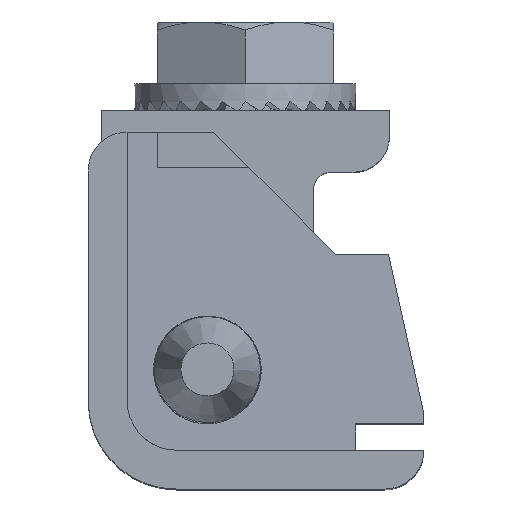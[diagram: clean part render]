
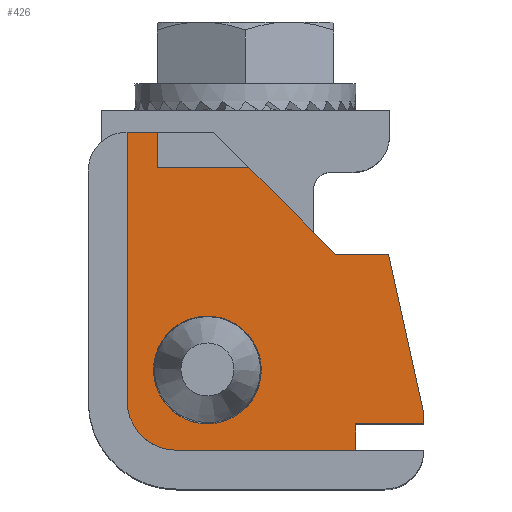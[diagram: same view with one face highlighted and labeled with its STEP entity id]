
A CAD part, top view. The second image highlights one B-rep face of the part: STEP entity #426.
In plain terms, the highlighted planar face has unit normal (0, 0.003, 1).
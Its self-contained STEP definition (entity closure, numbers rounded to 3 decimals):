
#426=ADVANCED_FACE('',(#889,#890),#891,.T.);
#889=FACE_BOUND('',#1713,.T.);
#890=FACE_OUTER_BOUND('',#1714,.T.);
#891=PLANE('',#1715);
#1713=EDGE_LOOP('',(#3585));
#1714=EDGE_LOOP('',(#3586,#3587,#3588,#3589,#3590,#3591,#3592,#3593,#3594,#3595,#3596,#3597));
#1715=AXIS2_PLACEMENT_3D('',#3598,#3599,#3600);
#3585=ORIENTED_EDGE('',*,*,#4393,.T.);
#3586=ORIENTED_EDGE('',*,*,#4394,.F.);
#3587=ORIENTED_EDGE('',*,*,#4379,.T.);
#3588=ORIENTED_EDGE('',*,*,#4395,.T.);
#3589=ORIENTED_EDGE('',*,*,#4396,.T.);
#3590=ORIENTED_EDGE('',*,*,#4397,.T.);
#3591=ORIENTED_EDGE('',*,*,#4398,.T.);
#3592=ORIENTED_EDGE('',*,*,#4399,.T.);
#3593=ORIENTED_EDGE('',*,*,#4400,.T.);
#3594=ORIENTED_EDGE('',*,*,#4401,.T.);
#3595=ORIENTED_EDGE('',*,*,#4362,.T.);
#3596=ORIENTED_EDGE('',*,*,#4402,.T.);
#3597=ORIENTED_EDGE('',*,*,#4403,.T.);
#3598=CARTESIAN_POINT('',(-23.462,82.432,9.539));
#3599=DIRECTION('',(0.0,0.003,1.));
#3600=DIRECTION('',(0.0,-1.,0.003));
#4362=EDGE_CURVE('',#5357,#5358,#5359,.T.);
#4379=EDGE_CURVE('',#5392,#5390,#5393,.T.);
#4393=EDGE_CURVE('',#5414,#5414,#5415,.F.);
#4394=EDGE_CURVE('',#5392,#5416,#5417,.F.);
#4395=EDGE_CURVE('',#5390,#5418,#5419,.T.);
#4396=EDGE_CURVE('',#5418,#5420,#5421,.T.);
#4397=EDGE_CURVE('',#5420,#5422,#5423,.T.);
#4398=EDGE_CURVE('',#5422,#5424,#5425,.T.);
#4399=EDGE_CURVE('',#5424,#5426,#5427,.T.);
#4400=EDGE_CURVE('',#5426,#5428,#5429,.T.);
#4401=EDGE_CURVE('',#5428,#5357,#5430,.T.);
#4402=EDGE_CURVE('',#5358,#5431,#5432,.T.);
#4403=EDGE_CURVE('',#5431,#5416,#5433,.T.);
#5357=VERTEX_POINT('',#7232);
#5358=VERTEX_POINT('',#7233);
#5359=LINE('',#7234,#7235);
#5390=VERTEX_POINT('',#7281);
#5392=VERTEX_POINT('',#7284);
#5393=LINE('',#7285,#7286);
#5414=VERTEX_POINT('',#7314);
#5415=ELLIPSE('',#7315,3.05,3.05);
#5416=VERTEX_POINT('',#7316);
#5417=ELLIPSE('',#7317,2.8,2.8);
#5418=VERTEX_POINT('',#7318);
#5419=LINE('',#7319,#7320);
#5420=VERTEX_POINT('',#7321);
#5421=LINE('',#7322,#7323);
#5422=VERTEX_POINT('',#7324);
#5423=LINE('',#7325,#7326);
#5424=VERTEX_POINT('',#7327);
#5425=LINE('',#7328,#7329);
#5426=VERTEX_POINT('',#7330);
#5427=LINE('',#7331,#7332);
#5428=VERTEX_POINT('',#7333);
#5429=LINE('',#7334,#7335);
#5430=LINE('',#7336,#7337);
#5431=VERTEX_POINT('',#7338);
#5432=LINE('',#7339,#7340);
#5433=LINE('',#7341,#7342);
#7232=CARTESIAN_POINT('',(-2.85,11.45,9.756));
#7233=CARTESIAN_POINT('',(-2.85,13.45,9.75));
#7234=CARTESIAN_POINT('',(-2.85,11.45,9.756));
#7235=VECTOR('',#8196,1.0);
#7281=CARTESIAN_POINT('',(8.4,-4.55,9.805));
#7284=CARTESIAN_POINT('',(-1.75,-4.55,9.805));
#7285=CARTESIAN_POINT('',(8.4,-4.55,9.805));
#7286=VECTOR('',#8213,1.0);
#7314=CARTESIAN_POINT('',(0.,-3.05,9.8));
#7315=AXIS2_PLACEMENT_3D('',#8239,#8240,#8241);
#7316=CARTESIAN_POINT('',(-4.55,-1.75,9.796));
#7317=AXIS2_PLACEMENT_3D('',#8242,#8243,#8244);
#7318=CARTESIAN_POINT('',(8.4,-3.05,9.8));
#7319=CARTESIAN_POINT('',(8.4,-2.99,9.8));
#7320=VECTOR('',#8245,1.0);
#7321=CARTESIAN_POINT('',(12.25,-3.05,9.8));
#7322=CARTESIAN_POINT('',(12.25,-3.05,9.8));
#7323=VECTOR('',#8246,1.0);
#7324=CARTESIAN_POINT('',(12.25,-2.449,9.799));
#7325=CARTESIAN_POINT('',(12.25,-2.389,9.798));
#7326=VECTOR('',#8247,1.0);
#7327=CARTESIAN_POINT('',(10.25,6.55,9.771));
#7328=CARTESIAN_POINT('',(10.237,6.607,9.771));
#7329=VECTOR('',#8248,1.0);
#7330=CARTESIAN_POINT('',(7.25,6.55,9.771));
#7331=CARTESIAN_POINT('',(7.25,6.55,9.771));
#7332=VECTOR('',#8249,1.0);
#7333=CARTESIAN_POINT('',(2.35,11.45,9.756));
#7334=CARTESIAN_POINT('',(0.32,13.48,9.75));
#7335=VECTOR('',#8250,1.0);
#7336=CARTESIAN_POINT('',(19.9,11.45,9.756));
#7337=VECTOR('',#8251,1.0);
#7338=CARTESIAN_POINT('',(-4.55,13.45,9.75));
#7339=CARTESIAN_POINT('',(-4.55,13.45,9.75));
#7340=VECTOR('',#8252,1.0);
#7341=CARTESIAN_POINT('',(-4.55,-4.49,9.805));
#7342=VECTOR('',#8253,1.0);
#8196=DIRECTION('',(0.0,1.,-0.003));
#8213=DIRECTION('',(1.0,0.0,0.0));
#8239=CARTESIAN_POINT('',(0.,0.,9.791));
#8240=DIRECTION('',(0.0,0.003,1.));
#8241=DIRECTION('',(0.0,-1.,0.003));
#8242=CARTESIAN_POINT('',(-1.75,-1.75,9.796));
#8243=DIRECTION('',(0.0,0.003,1.));
#8244=DIRECTION('',(0.0,1.,-0.003));
#8245=DIRECTION('',(0.,1.,-0.003));
#8246=DIRECTION('',(1.0,0.0,0.0));
#8247=DIRECTION('',(0.,1.,-0.003));
#8248=DIRECTION('',(-0.217,0.976,-0.003));
#8249=DIRECTION('',(-1.0,0.0,0.0));
#8250=DIRECTION('',(-0.707,0.707,-0.002));
#8251=DIRECTION('',(-1.0,0.0,0.0));
#8252=DIRECTION('',(-1.0,0.0,0.0));
#8253=DIRECTION('',(0.,-1.,0.003));
